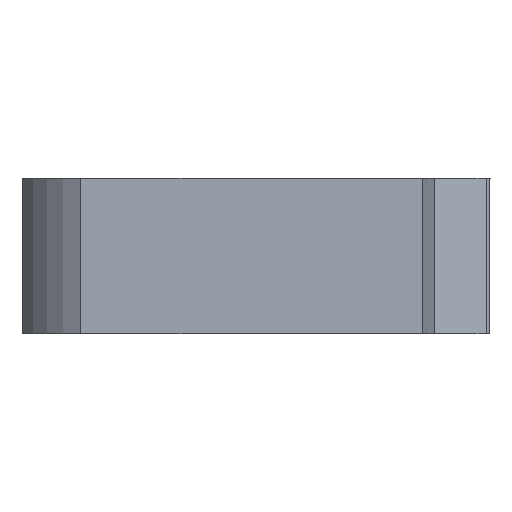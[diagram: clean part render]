
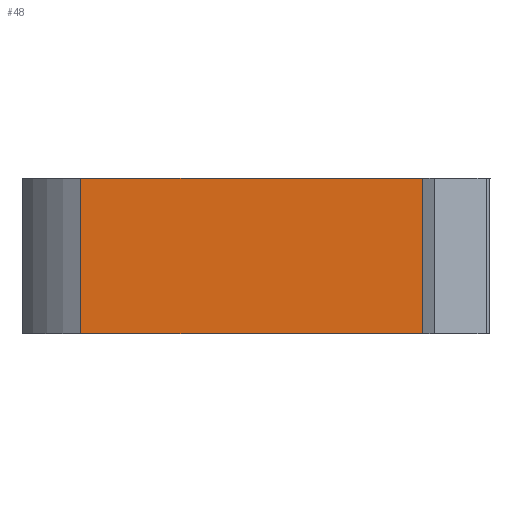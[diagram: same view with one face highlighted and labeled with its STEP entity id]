
A CAD part, left-side view. The second image highlights one B-rep face of the part: STEP entity #48.
In plain terms, the highlighted planar face has unit normal (-1, 0, 0).
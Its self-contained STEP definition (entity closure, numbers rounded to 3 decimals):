
#48=ADVANCED_FACE('',(#128),#94,.T.);
#94=PLANE('',#965);
#128=FACE_OUTER_BOUND('',#174,.T.);
#174=EDGE_LOOP('',(#506,#507,#508,#509));
#251=LINE('',#1363,#359);
#269=LINE('',#1479,#377);
#270=LINE('',#1482,#378);
#271=LINE('',#1483,#379);
#359=VECTOR('',#1040,1.);
#377=VECTOR('',#1062,1.);
#378=VECTOR('',#1063,1.);
#379=VECTOR('',#1064,1.);
#506=ORIENTED_EDGE('',*,*,#857,.F.);
#507=ORIENTED_EDGE('',*,*,#858,.F.);
#508=ORIENTED_EDGE('',*,*,#835,.T.);
#509=ORIENTED_EDGE('',*,*,#859,.T.);
#747=VERTEX_POINT('',#1362);
#748=VERTEX_POINT('',#1364);
#768=VERTEX_POINT('',#1480);
#769=VERTEX_POINT('',#1481);
#835=EDGE_CURVE('',#748,#747,#251,.T.);
#857=EDGE_CURVE('',#768,#769,#269,.T.);
#858=EDGE_CURVE('',#748,#768,#270,.T.);
#859=EDGE_CURVE('',#747,#769,#271,.T.);
#965=AXIS2_PLACEMENT_3D('',#1484,#1065,#1066);
#1040=DIRECTION('',(0.,1.,0.));
#1062=DIRECTION('',(0.,1.,0.));
#1063=DIRECTION('',(0.,0.,-1.));
#1064=DIRECTION('',(0.,0.,-1.));
#1065=DIRECTION('',(-1.,0.,0.));
#1066=DIRECTION('',(0.,0.,-1.));
#1362=CARTESIAN_POINT('',(0.,-0.878,0.));
#1363=CARTESIAN_POINT('',(0.,-2.8,0.));
#1364=CARTESIAN_POINT('',(0.,-5.982,0.));
#1479=CARTESIAN_POINT('',(0.,-2.8,-2.32));
#1480=CARTESIAN_POINT('',(0.,-5.982,-2.32));
#1481=CARTESIAN_POINT('',(0.,-0.878,-2.32));
#1482=CARTESIAN_POINT('',(0.,-5.982,0.));
#1483=CARTESIAN_POINT('',(0.,-0.878,0.48));
#1484=CARTESIAN_POINT('',(0.,-2.8,0.));
